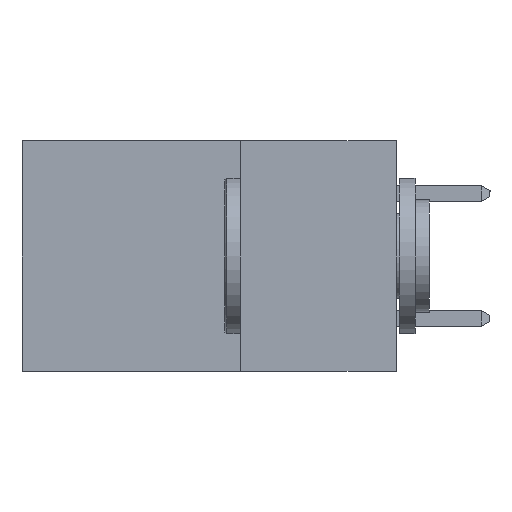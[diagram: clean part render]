
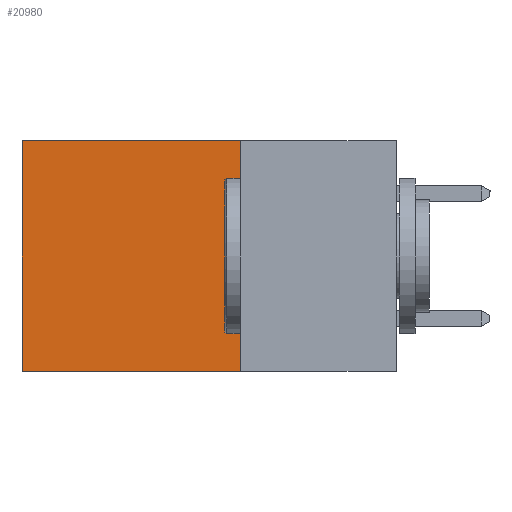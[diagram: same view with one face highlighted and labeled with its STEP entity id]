
A CAD part, left-side view. The second image highlights one B-rep face of the part: STEP entity #20980.
In plain terms, the highlighted planar face has unit normal (-1, 0, 0).
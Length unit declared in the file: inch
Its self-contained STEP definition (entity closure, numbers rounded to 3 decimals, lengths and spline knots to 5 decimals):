
#3 = LINE ( 'NONE', #12264, #14082 ) ;
#107 = VERTEX_POINT ( 'NONE', #4807 ) ;
#680 = VERTEX_POINT ( 'NONE', #11665 ) ;
#1532 = LINE ( 'NONE', #3728, #4529 ) ;
#3466 = VERTEX_POINT ( 'NONE', #17479 ) ;
#3728 = CARTESIAN_POINT ( 'NONE',  ( 0.2615, 0.25, 0. ) ) ;
#4006 = DIRECTION ( 'NONE',  ( 0., 1., 0. ) ) ;
#4070 = EDGE_LOOP ( 'NONE', ( #5132, #22819, #5308, #23830 ) ) ;
#4529 = VECTOR ( 'NONE', #4006, 39.37008 ) ;
#4807 = CARTESIAN_POINT ( 'NONE',  ( 0.2615, 0.6, 0. ) ) ;
#5132 = ORIENTED_EDGE ( 'NONE', *, *, #5211, .T. ) ;
#5211 = EDGE_CURVE ( 'NONE', #107, #3466, #3, .T. ) ;
#5308 = ORIENTED_EDGE ( 'NONE', *, *, #26199, .F. ) ;
#6481 = CARTESIAN_POINT ( 'NONE',  ( 0.2615, 0.25, -0.37 ) ) ;
#7348 = CARTESIAN_POINT ( 'NONE',  ( 0.2615, 0.25, -0.37 ) ) ;
#7861 = DIRECTION ( 'NONE',  ( 0., 1., 0. ) ) ;
#9310 = VERTEX_POINT ( 'NONE', #6481 ) ;
#11469 = CARTESIAN_POINT ( 'NONE',  ( 0.2615, 0.25, -0.37 ) ) ;
#11665 = CARTESIAN_POINT ( 'NONE',  ( 0.2615, 0.25, 0. ) ) ;
#12264 = CARTESIAN_POINT ( 'NONE',  ( 0.2615, 0.6, -0.37 ) ) ;
#12798 = DIRECTION ( 'NONE',  ( 0., 0., -1. ) ) ;
#13397 = DIRECTION ( 'NONE',  ( 0., 0., -1. ) ) ;
#14082 = VECTOR ( 'NONE', #12798, 39.37008 ) ;
#15326 = PLANE ( 'NONE',  #23132 ) ;
#15757 = DIRECTION ( 'NONE',  ( 0., 0., -1. ) ) ;
#16666 = VECTOR ( 'NONE', #15757, 39.37008 ) ;
#17479 = CARTESIAN_POINT ( 'NONE',  ( 0.2615, 0.6, -0.37 ) ) ;
#17669 = EDGE_CURVE ( 'NONE', #680, #107, #1532, .T. ) ;
#18327 = LINE ( 'NONE', #26211, #20023 ) ;
#19742 = EDGE_CURVE ( 'NONE', #9310, #3466, #18327, .T. ) ;
#19869 = DIRECTION ( 'NONE',  ( 1., 0., 0. ) ) ;
#20023 = VECTOR ( 'NONE', #7861, 39.37008 ) ;
#20980 = ADVANCED_FACE ( 'NONE', ( #26219 ), #15326, .F. ) ;
#21791 = LINE ( 'NONE', #7348, #16666 ) ;
#22819 = ORIENTED_EDGE ( 'NONE', *, *, #19742, .F. ) ;
#23132 = AXIS2_PLACEMENT_3D ( 'NONE', #11469, #19869, #13397 ) ;
#23830 = ORIENTED_EDGE ( 'NONE', *, *, #17669, .T. ) ;
#26199 = EDGE_CURVE ( 'NONE', #680, #9310, #21791, .T. ) ;
#26211 = CARTESIAN_POINT ( 'NONE',  ( 0.2615, 0.25, -0.37 ) ) ;
#26219 = FACE_OUTER_BOUND ( 'NONE', #4070, .T. ) ;
